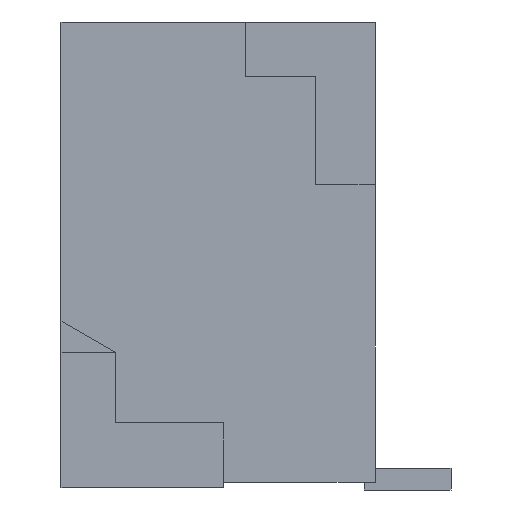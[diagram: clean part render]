
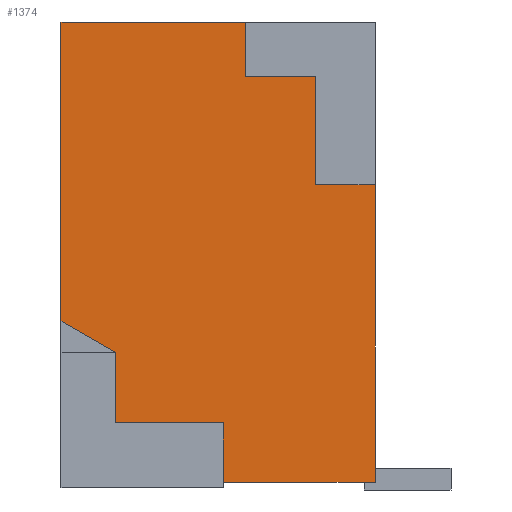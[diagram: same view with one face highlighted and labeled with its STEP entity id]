
A CAD part, left-side view. The second image highlights one B-rep face of the part: STEP entity #1374.
In plain terms, the highlighted planar face has unit normal (-1, 0, 0).
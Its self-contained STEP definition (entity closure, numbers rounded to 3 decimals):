
#522 = VERTEX_POINT('',#523);
#523 = CARTESIAN_POINT('',(-6.5,-0.01,0.1));
#529 = EDGE_CURVE('',#530,#522,#532,.T.);
#530 = VERTEX_POINT('',#531);
#531 = CARTESIAN_POINT('',(-6.5,1.39,0.1));
#532 = LINE('',#533,#534);
#533 = CARTESIAN_POINT('',(-6.5,2.89,0.1));
#534 = VECTOR('',#535,1.);
#535 = DIRECTION('',(0.,-1.,0.));
#679 = VERTEX_POINT('',#680);
#680 = CARTESIAN_POINT('',(-6.5,-0.01,2.85));
#686 = EDGE_CURVE('',#522,#679,#687,.T.);
#687 = LINE('',#688,#689);
#688 = CARTESIAN_POINT('',(-6.5,-0.01,0.1));
#689 = VECTOR('',#690,1.);
#690 = DIRECTION('',(0.,0.,1.));
#1195 = EDGE_CURVE('',#1196,#530,#1198,.T.);
#1196 = VERTEX_POINT('',#1197);
#1197 = CARTESIAN_POINT('',(-6.5,1.39,0.65));
#1198 = LINE('',#1199,#1200);
#1199 = CARTESIAN_POINT('',(-6.5,1.39,0.65));
#1200 = VECTOR('',#1201,1.);
#1201 = DIRECTION('',(0.,0.,-1.));
#1374 = ADVANCED_FACE('',(#1375),#1450,.F.);
#1375 = FACE_BOUND('',#1376,.T.);
#1376 = EDGE_LOOP('',(#1377,#1378,#1379,#1380,#1388,#1396,#1404,#1412,
    #1420,#1428,#1436,#1444));
#1377 = ORIENTED_EDGE('',*,*,#1195,.T.);
#1378 = ORIENTED_EDGE('',*,*,#529,.T.);
#1379 = ORIENTED_EDGE('',*,*,#686,.T.);
#1380 = ORIENTED_EDGE('',*,*,#1381,.T.);
#1381 = EDGE_CURVE('',#679,#1382,#1384,.T.);
#1382 = VERTEX_POINT('',#1383);
#1383 = CARTESIAN_POINT('',(-6.5,0.54,2.85));
#1384 = LINE('',#1385,#1386);
#1385 = CARTESIAN_POINT('',(-6.5,0.54,2.85));
#1386 = VECTOR('',#1387,1.);
#1387 = DIRECTION('',(0.,1.,0.));
#1388 = ORIENTED_EDGE('',*,*,#1389,.T.);
#1389 = EDGE_CURVE('',#1382,#1390,#1392,.T.);
#1390 = VERTEX_POINT('',#1391);
#1391 = CARTESIAN_POINT('',(-6.5,0.54,3.85));
#1392 = LINE('',#1393,#1394);
#1393 = CARTESIAN_POINT('',(-6.5,0.54,3.85));
#1394 = VECTOR('',#1395,1.);
#1395 = DIRECTION('',(0.,0.,1.));
#1396 = ORIENTED_EDGE('',*,*,#1397,.T.);
#1397 = EDGE_CURVE('',#1390,#1398,#1400,.T.);
#1398 = VERTEX_POINT('',#1399);
#1399 = CARTESIAN_POINT('',(-6.5,1.19,3.85));
#1400 = LINE('',#1401,#1402);
#1401 = CARTESIAN_POINT('',(-6.5,1.19,3.85));
#1402 = VECTOR('',#1403,1.);
#1403 = DIRECTION('',(0.,1.,0.));
#1404 = ORIENTED_EDGE('',*,*,#1405,.T.);
#1405 = EDGE_CURVE('',#1398,#1406,#1408,.T.);
#1406 = VERTEX_POINT('',#1407);
#1407 = CARTESIAN_POINT('',(-6.5,1.19,4.35));
#1408 = LINE('',#1409,#1410);
#1409 = CARTESIAN_POINT('',(-6.5,1.19,4.35));
#1410 = VECTOR('',#1411,1.);
#1411 = DIRECTION('',(0.,0.,1.));
#1412 = ORIENTED_EDGE('',*,*,#1413,.F.);
#1413 = EDGE_CURVE('',#1414,#1406,#1416,.T.);
#1414 = VERTEX_POINT('',#1415);
#1415 = CARTESIAN_POINT('',(-6.5,2.89,4.35));
#1416 = LINE('',#1417,#1418);
#1417 = CARTESIAN_POINT('',(-6.5,2.89,4.35));
#1418 = VECTOR('',#1419,1.);
#1419 = DIRECTION('',(0.,-1.,0.));
#1420 = ORIENTED_EDGE('',*,*,#1421,.F.);
#1421 = EDGE_CURVE('',#1422,#1414,#1424,.T.);
#1422 = VERTEX_POINT('',#1423);
#1423 = CARTESIAN_POINT('',(-6.5,2.89,1.589));
#1424 = LINE('',#1425,#1426);
#1425 = CARTESIAN_POINT('',(-6.5,2.89,0.1));
#1426 = VECTOR('',#1427,1.);
#1427 = DIRECTION('',(0.,0.,1.));
#1428 = ORIENTED_EDGE('',*,*,#1429,.T.);
#1429 = EDGE_CURVE('',#1422,#1430,#1432,.T.);
#1430 = VERTEX_POINT('',#1431);
#1431 = CARTESIAN_POINT('',(-6.5,2.39,1.3));
#1432 = LINE('',#1433,#1434);
#1433 = CARTESIAN_POINT('',(-6.5,2.39,1.3));
#1434 = VECTOR('',#1435,1.);
#1435 = DIRECTION('',(0.,-0.866,-0.5));
#1436 = ORIENTED_EDGE('',*,*,#1437,.T.);
#1437 = EDGE_CURVE('',#1430,#1438,#1440,.T.);
#1438 = VERTEX_POINT('',#1439);
#1439 = CARTESIAN_POINT('',(-6.5,2.39,0.65));
#1440 = LINE('',#1441,#1442);
#1441 = CARTESIAN_POINT('',(-6.5,2.39,0.65));
#1442 = VECTOR('',#1443,1.);
#1443 = DIRECTION('',(0.,0.,-1.));
#1444 = ORIENTED_EDGE('',*,*,#1445,.T.);
#1445 = EDGE_CURVE('',#1438,#1196,#1446,.T.);
#1446 = LINE('',#1447,#1448);
#1447 = CARTESIAN_POINT('',(-6.5,2.39,0.65));
#1448 = VECTOR('',#1449,1.);
#1449 = DIRECTION('',(0.,-1.,0.));
#1450 = PLANE('',#1451);
#1451 = AXIS2_PLACEMENT_3D('',#1452,#1453,#1454);
#1452 = CARTESIAN_POINT('',(-6.5,2.89,0.1));
#1453 = DIRECTION('',(1.,0.,0.));
#1454 = DIRECTION('',(0.,0.,-1.));
